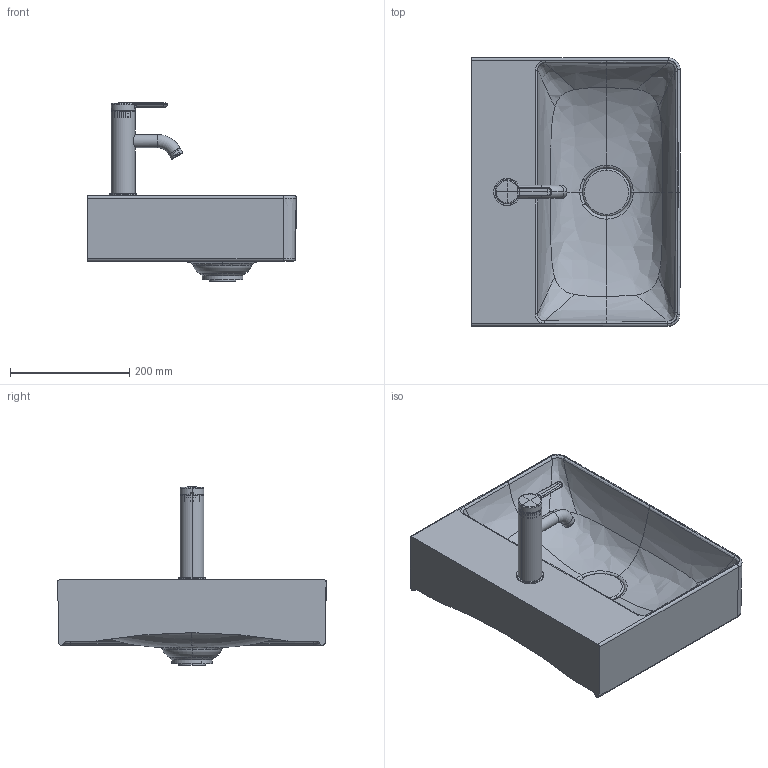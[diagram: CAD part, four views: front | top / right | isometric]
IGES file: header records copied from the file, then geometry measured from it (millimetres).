
Global section: file name: No Iges File Name specified; native system: Autodesk Inventor 2011; preprocessor: AutoDesk Inventor Iges Exporter R2011; author: Administrator; date: 20170623.203946; units: millimetre
Bounding box: 350.15 x 450.19 x 298.72 mm (x, y, z)
Volume: 6211116.2 mm3; surface area: 690298.4 mm2
Topology: 8 solids, 11 shells, 414 faces, 1006 edges, 622 vertices
Faces by surface type: bspline 153, revolution 93, plane 83, cylinder 51, torus 23, cone 10, sphere 1
